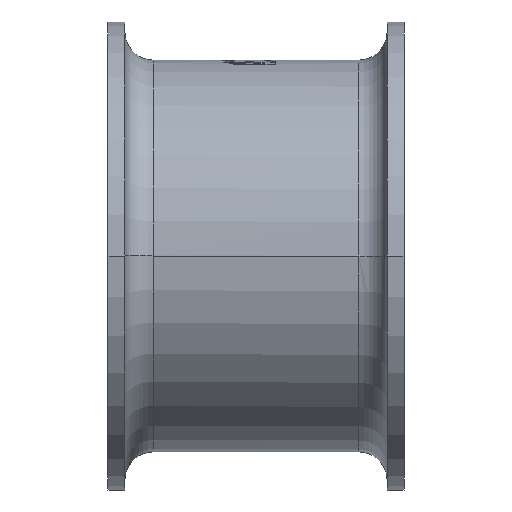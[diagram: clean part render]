
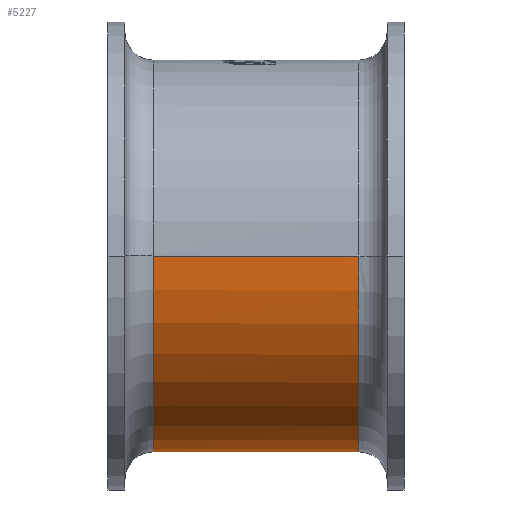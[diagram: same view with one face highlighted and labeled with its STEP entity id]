
A CAD part, left-side view. The second image highlights one B-rep face of the part: STEP entity #5227.
In plain terms, the highlighted cylindrical face has radius 6.95 mm (diameter 13.9 mm), a partial arc.
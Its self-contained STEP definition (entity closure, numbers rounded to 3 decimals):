
#2994=CARTESIAN_POINT('',(0.,-3.65,0.));
#2995=DIRECTION('',(0.,1.,0.));
#2996=DIRECTION('',(1.,0.,0.));
#2997=AXIS2_PLACEMENT_3D('',#2994,#2995,#2996);
#3002=CARTESIAN_POINT('',(0.,-3.65,0.));
#3003=DIRECTION('',(0.,1.,0.));
#3004=DIRECTION('',(-1.,0.,-0.008));
#3005=AXIS2_PLACEMENT_3D('',#3002,#3003,#3004);
#3050=DIRECTION('',(0.,-1.,0.));
#3051=VECTOR('',#3050,7.3);
#3052=CARTESIAN_POINT('',(6.95,3.65,0.));
#3053=LINE('',#3052,#3051);
#3566=CARTESIAN_POINT('',(0.,3.65,0.));
#3567=DIRECTION('',(0.,-1.,0.));
#3568=DIRECTION('',(-1.,0.,0.));
#3569=AXIS2_PLACEMENT_3D('',#3566,#3567,#3568);
#3574=CARTESIAN_POINT('',(0.,3.65,0.));
#3575=DIRECTION('',(0.,-1.,0.));
#3576=DIRECTION('',(1.,0.,-0.006));
#3577=AXIS2_PLACEMENT_3D('',#3574,#3575,#3576);
#3590=DIRECTION('',(0.,-1.,0.));
#3591=VECTOR('',#3590,7.3);
#3592=CARTESIAN_POINT('',(-6.95,3.65,0.));
#3593=LINE('',#3592,#3591);
#4494=CARTESIAN_POINT('',(6.95,-3.65,0.));
#4495=VERTEX_POINT('',#4494);
#4496=CARTESIAN_POINT('',(-6.95,-3.65,-0.056));
#4497=VERTEX_POINT('',#4496);
#4498=CARTESIAN_POINT('',(-6.95,-3.65,0.));
#4499=VERTEX_POINT('',#4498);
#4502=CARTESIAN_POINT('',(6.95,3.65,0.));
#4504=VERTEX_POINT('',#4502);
#4506=CARTESIAN_POINT('',(-6.95,3.65,0.));
#4507=VERTEX_POINT('',#4506);
#4580=CARTESIAN_POINT('',(6.95,3.65,-0.04));
#4581=VERTEX_POINT('',#4580);
#5214=CARTESIAN_POINT('',(0.,0.,0.));
#5215=DIRECTION('',(0.,-1.,0.));
#5216=DIRECTION('',(-1.,0.,0.));
#5217=AXIS2_PLACEMENT_3D('',#5214,#5215,#5216);
#5218=CYLINDRICAL_SURFACE('',#5217,6.95);
#5219=ORIENTED_EDGE('',*,*,#5201,.F.);
#5220=ORIENTED_EDGE('',*,*,#5199,.F.);
#5221=ORIENTED_EDGE('',*,*,#4912,.T.);
#5222=ORIENTED_EDGE('',*,*,#4862,.F.);
#5223=ORIENTED_EDGE('',*,*,#4860,.F.);
#5224=ORIENTED_EDGE('',*,*,#4908,.F.);
#5225=EDGE_LOOP('',(#5219,#5220,#5221,#5222,#5223,#5224));
#5226=FACE_OUTER_BOUND('',#5225,.F.);
#2998=CIRCLE('',#2997,6.95);
#3006=CIRCLE('',#3005,6.95);
#3570=CIRCLE('',#3569,6.95);
#3578=CIRCLE('',#3577,6.95);
#4860=EDGE_CURVE('',#4495,#4497,#2998,.T.);
#4862=EDGE_CURVE('',#4497,#4499,#3006,.T.);
#4908=EDGE_CURVE('',#4504,#4495,#3053,.T.);
#4912=EDGE_CURVE('',#4507,#4499,#3593,.T.);
#5199=EDGE_CURVE('',#4507,#4581,#3570,.T.);
#5201=EDGE_CURVE('',#4581,#4504,#3578,.T.);
#5227=ADVANCED_FACE('',(#5226),#5218,.T.);
